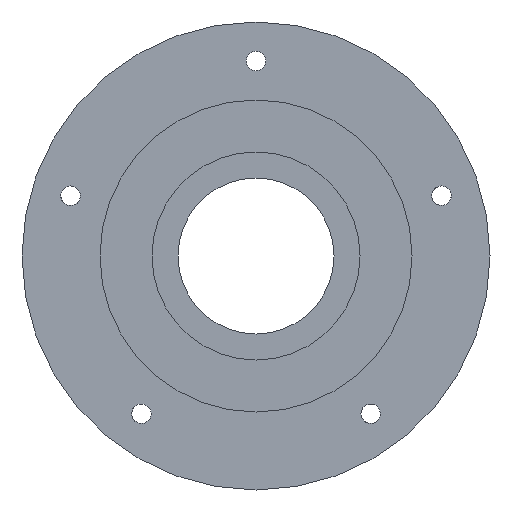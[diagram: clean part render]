
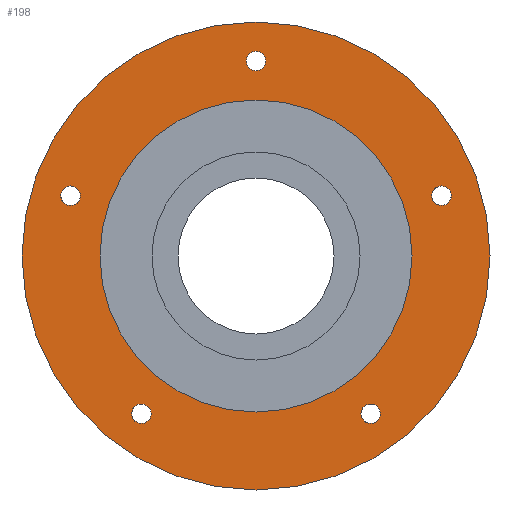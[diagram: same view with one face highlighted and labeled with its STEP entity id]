
A CAD part, left-side view. The second image highlights one B-rep face of the part: STEP entity #198.
In plain terms, the highlighted planar face has unit normal (-1, 0, 0).
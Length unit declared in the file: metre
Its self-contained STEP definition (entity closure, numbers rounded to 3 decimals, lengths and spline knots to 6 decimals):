
#21=PLANE('',#228);
#30=ORIENTED_EDGE('',*,*,#64,.T.);
#31=ORIENTED_EDGE('',*,*,#65,.T.);
#32=ORIENTED_EDGE('',*,*,#66,.T.);
#33=ORIENTED_EDGE('',*,*,#67,.T.);
#34=ORIENTED_EDGE('',*,*,#68,.T.);
#35=ORIENTED_EDGE('',*,*,#69,.T.);
#36=ORIENTED_EDGE('',*,*,#60,.F.);
#60=EDGE_CURVE('',#78,#78,#96,.F.);
#64=EDGE_CURVE('',#82,#82,#100,.T.);
#65=EDGE_CURVE('',#83,#83,#101,.T.);
#66=EDGE_CURVE('',#84,#84,#102,.T.);
#67=EDGE_CURVE('',#85,#85,#103,.T.);
#68=EDGE_CURVE('',#86,#86,#104,.T.);
#69=EDGE_CURVE('',#87,#87,#105,.F.);
#78=VERTEX_POINT('',#319);
#82=VERTEX_POINT('',#330);
#83=VERTEX_POINT('',#332);
#84=VERTEX_POINT('',#334);
#85=VERTEX_POINT('',#336);
#86=VERTEX_POINT('',#338);
#87=VERTEX_POINT('',#340);
#96=CIRCLE('',#222,0.01905);
#100=CIRCLE('',#229,0.001191);
#101=CIRCLE('',#230,0.001191);
#102=CIRCLE('',#231,0.001191);
#103=CIRCLE('',#232,0.001191);
#104=CIRCLE('',#233,0.001191);
#105=CIRCLE('',#234,0.028575);
#120=EDGE_LOOP('',(#30));
#121=EDGE_LOOP('',(#31));
#122=EDGE_LOOP('',(#32));
#123=EDGE_LOOP('',(#33));
#124=EDGE_LOOP('',(#34));
#125=EDGE_LOOP('',(#35));
#126=EDGE_LOOP('',(#36));
#156=FACE_BOUND('',#120,.T.);
#157=FACE_BOUND('',#121,.T.);
#158=FACE_BOUND('',#122,.T.);
#159=FACE_BOUND('',#123,.T.);
#160=FACE_BOUND('',#124,.T.);
#161=FACE_BOUND('',#125,.T.);
#162=FACE_BOUND('',#126,.T.);
#198=ADVANCED_FACE('',(#156,#157,#158,#159,#160,#161,#162),#21,.T.);
#222=AXIS2_PLACEMENT_3D('',#318,#256,#257);
#228=AXIS2_PLACEMENT_3D('',#328,#268,#269);
#229=AXIS2_PLACEMENT_3D('',#329,#270,#271);
#230=AXIS2_PLACEMENT_3D('',#331,#272,#273);
#231=AXIS2_PLACEMENT_3D('',#333,#274,#275);
#232=AXIS2_PLACEMENT_3D('',#335,#276,#277);
#233=AXIS2_PLACEMENT_3D('',#337,#278,#279);
#234=AXIS2_PLACEMENT_3D('',#339,#280,#281);
#256=DIRECTION('',(1.,0.,0.));
#257=DIRECTION('',(0.,1.,0.));
#268=DIRECTION('',(-1.,0.,0.));
#269=DIRECTION('',(0.,1.,0.));
#270=DIRECTION('',(1.,0.,0.));
#271=DIRECTION('',(0.,1.,0.));
#272=DIRECTION('',(1.,0.,0.));
#273=DIRECTION('',(0.,1.,0.));
#274=DIRECTION('',(1.,0.,0.));
#275=DIRECTION('',(0.,1.,0.));
#276=DIRECTION('',(1.,0.,0.));
#277=DIRECTION('',(0.,1.,0.));
#278=DIRECTION('',(1.,0.,0.));
#279=DIRECTION('',(0.,1.,0.));
#280=DIRECTION('',(1.,0.,0.));
#281=DIRECTION('',(0.,1.,0.));
#318=CARTESIAN_POINT('',(-0.040842,-0.176801,0.0335));
#319=CARTESIAN_POINT('',(-0.040842,-0.157751,0.0335));
#328=CARTESIAN_POINT('',(-0.040842,-0.207004,0.026697));
#329=CARTESIAN_POINT('',(-0.040842,-0.154154,0.040859));
#330=CARTESIAN_POINT('',(-0.040842,-0.152963,0.040859));
#331=CARTESIAN_POINT('',(-0.040842,-0.162804,0.014236));
#332=CARTESIAN_POINT('',(-0.040842,-0.161614,0.014236));
#333=CARTESIAN_POINT('',(-0.040842,-0.190798,0.014236));
#334=CARTESIAN_POINT('',(-0.040842,-0.189607,0.014236));
#335=CARTESIAN_POINT('',(-0.040842,-0.199448,0.040859));
#336=CARTESIAN_POINT('',(-0.040842,-0.198257,0.040859));
#337=CARTESIAN_POINT('',(-0.040842,-0.176801,0.057313));
#338=CARTESIAN_POINT('',(-0.040842,-0.17561,0.057313));
#339=CARTESIAN_POINT('',(-0.040842,-0.176801,0.0335));
#340=CARTESIAN_POINT('',(-0.040842,-0.148226,0.0335));
